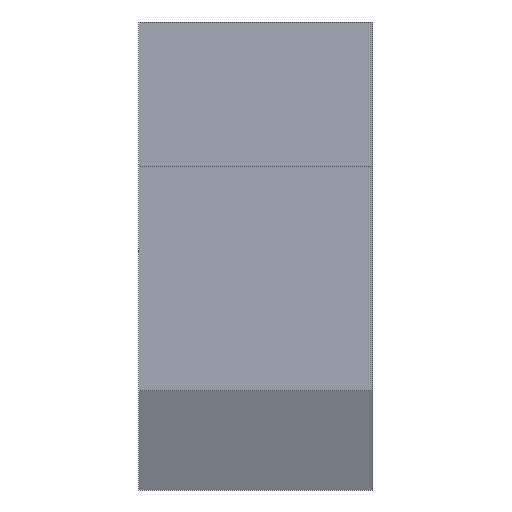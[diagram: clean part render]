
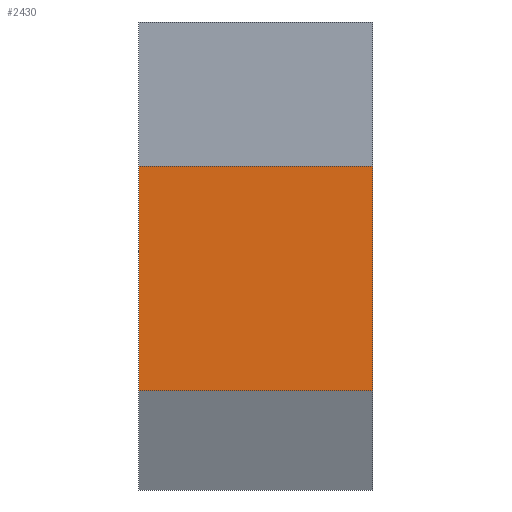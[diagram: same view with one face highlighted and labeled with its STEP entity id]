
A CAD part, front view. The second image highlights one B-rep face of the part: STEP entity #2430.
In plain terms, the highlighted planar face has unit normal (0, -1, 0).
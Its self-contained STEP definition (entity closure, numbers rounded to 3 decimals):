
#306 = PLANE('',#307);
#307 = AXIS2_PLACEMENT_3D('',#308,#309,#310);
#308 = CARTESIAN_POINT('',(0.65,-4.486,0.216));
#309 = DIRECTION('',(1.,0.,0.));
#310 = DIRECTION('',(0.,0.,1.));
#416 = PLANE('',#417);
#417 = AXIS2_PLACEMENT_3D('',#418,#419,#420);
#418 = CARTESIAN_POINT('',(-0.65,-4.486,0.216));
#419 = DIRECTION('',(1.,0.,0.));
#420 = DIRECTION('',(0.,0.,1.));
#1322 = VERTEX_POINT('',#1323);
#1323 = CARTESIAN_POINT('',(-0.65,-8.7,-0.35));
#1337 = PLANE('',#1338);
#1338 = AXIS2_PLACEMENT_3D('',#1339,#1340,#1341);
#1339 = CARTESIAN_POINT('',(-0.65,-3.,-0.9));
#1340 = DIRECTION('',(0.,-0.096,-0.995));
#1341 = DIRECTION('',(0.,-0.995,0.096));
#1349 = EDGE_CURVE('',#1322,#1350,#1352,.T.);
#1350 = VERTEX_POINT('',#1351);
#1351 = CARTESIAN_POINT('',(-0.65,-8.7,0.9));
#1352 = SURFACE_CURVE('',#1353,(#1357,#1364),.PCURVE_S1.);
#1353 = LINE('',#1354,#1355);
#1354 = CARTESIAN_POINT('',(-0.65,-8.7,-0.35));
#1355 = VECTOR('',#1356,1.);
#1356 = DIRECTION('',(0.,0.,1.));
#1357 = PCURVE('',#416,#1358);
#1358 = DEFINITIONAL_REPRESENTATION('',(#1359),#1363);
#1359 = LINE('',#1360,#1361);
#1360 = CARTESIAN_POINT('',(-0.566,4.214));
#1361 = VECTOR('',#1362,1.);
#1362 = DIRECTION('',(1.,0.));
#1363 = ( GEOMETRIC_REPRESENTATION_CONTEXT(2) 
PARAMETRIC_REPRESENTATION_CONTEXT() REPRESENTATION_CONTEXT('2D SPACE',''
  ) );
#1364 = PCURVE('',#1365,#1370);
#1365 = PLANE('',#1366);
#1366 = AXIS2_PLACEMENT_3D('',#1367,#1368,#1369);
#1367 = CARTESIAN_POINT('',(-0.65,-8.7,-0.35));
#1368 = DIRECTION('',(0.,-1.,0.));
#1369 = DIRECTION('',(0.,0.,1.));
#1370 = DEFINITIONAL_REPRESENTATION('',(#1371),#1375);
#1371 = LINE('',#1372,#1373);
#1372 = CARTESIAN_POINT('',(0.,0.));
#1373 = VECTOR('',#1374,1.);
#1374 = DIRECTION('',(1.,0.));
#1375 = ( GEOMETRIC_REPRESENTATION_CONTEXT(2) 
PARAMETRIC_REPRESENTATION_CONTEXT() REPRESENTATION_CONTEXT('2D SPACE',''
  ) );
#1393 = PLANE('',#1394);
#1394 = AXIS2_PLACEMENT_3D('',#1395,#1396,#1397);
#1395 = CARTESIAN_POINT('',(-0.65,-8.7,0.9));
#1396 = DIRECTION('',(0.,0.,1.));
#1397 = DIRECTION('',(0.,1.,0.));
#1506 = VERTEX_POINT('',#1507);
#1507 = CARTESIAN_POINT('',(0.65,-8.7,-0.35));
#1528 = EDGE_CURVE('',#1506,#1529,#1531,.T.);
#1529 = VERTEX_POINT('',#1530);
#1530 = CARTESIAN_POINT('',(0.65,-8.7,0.9));
#1531 = SURFACE_CURVE('',#1532,(#1536,#1543),.PCURVE_S1.);
#1532 = LINE('',#1533,#1534);
#1533 = CARTESIAN_POINT('',(0.65,-8.7,-0.35));
#1534 = VECTOR('',#1535,1.);
#1535 = DIRECTION('',(0.,0.,1.));
#1536 = PCURVE('',#306,#1537);
#1537 = DEFINITIONAL_REPRESENTATION('',(#1538),#1542);
#1538 = LINE('',#1539,#1540);
#1539 = CARTESIAN_POINT('',(-0.566,4.214));
#1540 = VECTOR('',#1541,1.);
#1541 = DIRECTION('',(1.,0.));
#1542 = ( GEOMETRIC_REPRESENTATION_CONTEXT(2) 
PARAMETRIC_REPRESENTATION_CONTEXT() REPRESENTATION_CONTEXT('2D SPACE',''
  ) );
#1543 = PCURVE('',#1365,#1544);
#1544 = DEFINITIONAL_REPRESENTATION('',(#1545),#1549);
#1545 = LINE('',#1546,#1547);
#1546 = CARTESIAN_POINT('',(0.,-1.3));
#1547 = VECTOR('',#1548,1.);
#1548 = DIRECTION('',(1.,0.));
#1549 = ( GEOMETRIC_REPRESENTATION_CONTEXT(2) 
PARAMETRIC_REPRESENTATION_CONTEXT() REPRESENTATION_CONTEXT('2D SPACE',''
  ) );
#2409 = EDGE_CURVE('',#1322,#1506,#2410,.T.);
#2410 = SURFACE_CURVE('',#2411,(#2415,#2422),.PCURVE_S1.);
#2411 = LINE('',#2412,#2413);
#2412 = CARTESIAN_POINT('',(-0.65,-8.7,-0.35));
#2413 = VECTOR('',#2414,1.);
#2414 = DIRECTION('',(1.,0.,0.));
#2415 = PCURVE('',#1337,#2416);
#2416 = DEFINITIONAL_REPRESENTATION('',(#2417),#2421);
#2417 = LINE('',#2418,#2419);
#2418 = CARTESIAN_POINT('',(5.726,0.));
#2419 = VECTOR('',#2420,1.);
#2420 = DIRECTION('',(0.,-1.));
#2421 = ( GEOMETRIC_REPRESENTATION_CONTEXT(2) 
PARAMETRIC_REPRESENTATION_CONTEXT() REPRESENTATION_CONTEXT('2D SPACE',''
  ) );
#2422 = PCURVE('',#1365,#2423);
#2423 = DEFINITIONAL_REPRESENTATION('',(#2424),#2428);
#2424 = LINE('',#2425,#2426);
#2425 = CARTESIAN_POINT('',(0.,-0.));
#2426 = VECTOR('',#2427,1.);
#2427 = DIRECTION('',(0.,-1.));
#2428 = ( GEOMETRIC_REPRESENTATION_CONTEXT(2) 
PARAMETRIC_REPRESENTATION_CONTEXT() REPRESENTATION_CONTEXT('2D SPACE',''
  ) );
#2430 = ADVANCED_FACE('',(#2431),#1365,.T.);
#2431 = FACE_BOUND('',#2432,.T.);
#2432 = EDGE_LOOP('',(#2433,#2434,#2435,#2456));
#2433 = ORIENTED_EDGE('',*,*,#2409,.T.);
#2434 = ORIENTED_EDGE('',*,*,#1528,.T.);
#2435 = ORIENTED_EDGE('',*,*,#2436,.F.);
#2436 = EDGE_CURVE('',#1350,#1529,#2437,.T.);
#2437 = SURFACE_CURVE('',#2438,(#2442,#2449),.PCURVE_S1.);
#2438 = LINE('',#2439,#2440);
#2439 = CARTESIAN_POINT('',(-0.65,-8.7,0.9));
#2440 = VECTOR('',#2441,1.);
#2441 = DIRECTION('',(1.,0.,0.));
#2442 = PCURVE('',#1365,#2443);
#2443 = DEFINITIONAL_REPRESENTATION('',(#2444),#2448);
#2444 = LINE('',#2445,#2446);
#2445 = CARTESIAN_POINT('',(1.25,0.));
#2446 = VECTOR('',#2447,1.);
#2447 = DIRECTION('',(0.,-1.));
#2448 = ( GEOMETRIC_REPRESENTATION_CONTEXT(2) 
PARAMETRIC_REPRESENTATION_CONTEXT() REPRESENTATION_CONTEXT('2D SPACE',''
  ) );
#2449 = PCURVE('',#1393,#2450);
#2450 = DEFINITIONAL_REPRESENTATION('',(#2451),#2455);
#2451 = LINE('',#2452,#2453);
#2452 = CARTESIAN_POINT('',(0.,-0.));
#2453 = VECTOR('',#2454,1.);
#2454 = DIRECTION('',(0.,-1.));
#2455 = ( GEOMETRIC_REPRESENTATION_CONTEXT(2) 
PARAMETRIC_REPRESENTATION_CONTEXT() REPRESENTATION_CONTEXT('2D SPACE',''
  ) );
#2456 = ORIENTED_EDGE('',*,*,#1349,.F.);
